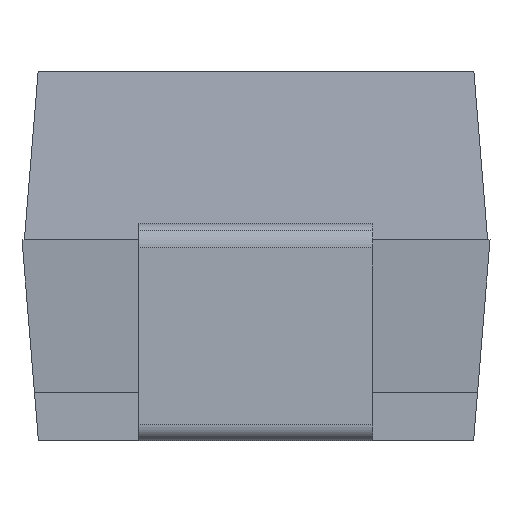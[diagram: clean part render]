
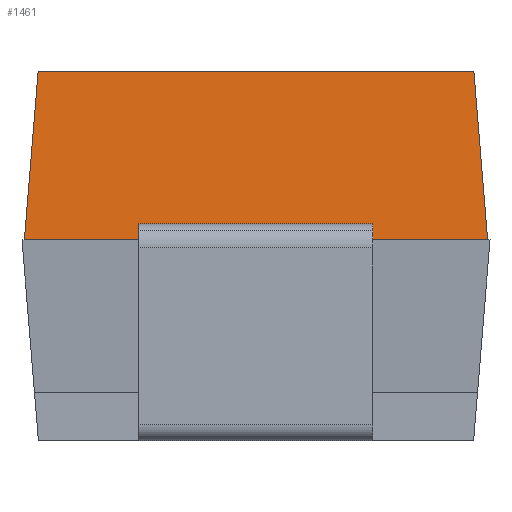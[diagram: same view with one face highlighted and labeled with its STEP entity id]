
A CAD part, left-side view. The second image highlights one B-rep face of the part: STEP entity #1461.
In plain terms, the highlighted planar face has unit normal (-0.997, 0, 0.081).
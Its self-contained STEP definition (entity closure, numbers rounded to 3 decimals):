
#1422=CARTESIAN_POINT('',(-2.325,0.725,1.857));
#1423=DIRECTION('',(-0.997,0.,0.081));
#1424=DIRECTION('',(0.081,0.,0.997));
#1425=AXIS2_PLACEMENT_3D('',#1422,#1423,#1424);
#1426=PLANE('',#1425);
#1427=CARTESIAN_POINT('',(-2.29,-1.35,2.29));
#1428=VERTEX_POINT('',#1427);
#1429=CARTESIAN_POINT('',(-2.29,1.35,2.29));
#1430=VERTEX_POINT('',#1429);
#1431=CARTESIAN_POINT('',(-2.29,-1.35,2.29));
#1432=DIRECTION('',(0.0,1.0,0.0));
#1433=VECTOR('',#1432,2.7);
#1434=LINE('',#1431,#1433);
#1435=EDGE_CURVE('',#1428,#1430,#1434,.T.);
#1436=ORIENTED_EDGE('',*,*,#1435,.T.);
#1437=CARTESIAN_POINT('',(-2.375,1.435,1.245));
#1438=VERTEX_POINT('',#1437);
#1439=CARTESIAN_POINT('',(-2.375,1.435,1.245));
#1440=DIRECTION('',(0.081,-0.081,0.993));
#1441=VECTOR('',#1440,1.052);
#1442=LINE('',#1439,#1441);
#1443=EDGE_CURVE('',#1430,#1438,#1442,.F.);
#1444=ORIENTED_EDGE('',*,*,#1443,.T.);
#1445=CARTESIAN_POINT('',(-2.375,-1.435,1.245));
#1446=VERTEX_POINT('',#1445);
#1447=CARTESIAN_POINT('',(-2.375,1.435,1.245));
#1448=DIRECTION('',(0.0,-1.0,0.0));
#1449=VECTOR('',#1448,2.871);
#1450=LINE('',#1447,#1449);
#1451=EDGE_CURVE('',#1438,#1446,#1450,.T.);
#1452=ORIENTED_EDGE('',*,*,#1451,.T.);
#1453=CARTESIAN_POINT('',(-2.29,-1.35,2.29));
#1454=DIRECTION('',(-0.081,-0.081,-0.993));
#1455=VECTOR('',#1454,1.052);
#1456=LINE('',#1453,#1455);
#1457=EDGE_CURVE('',#1446,#1428,#1456,.F.);
#1458=ORIENTED_EDGE('',*,*,#1457,.T.);
#1459=EDGE_LOOP('',(#1436,#1444,#1452,#1458));
#1460=FACE_OUTER_BOUND('',#1459,.T.);
#1461=ADVANCED_FACE('',(#1460),#1426,.T.);
